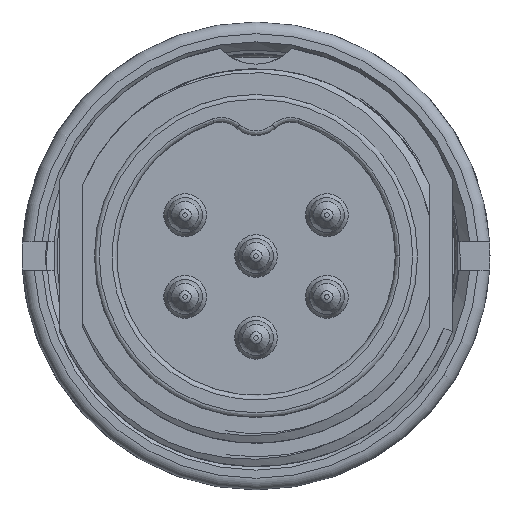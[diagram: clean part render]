
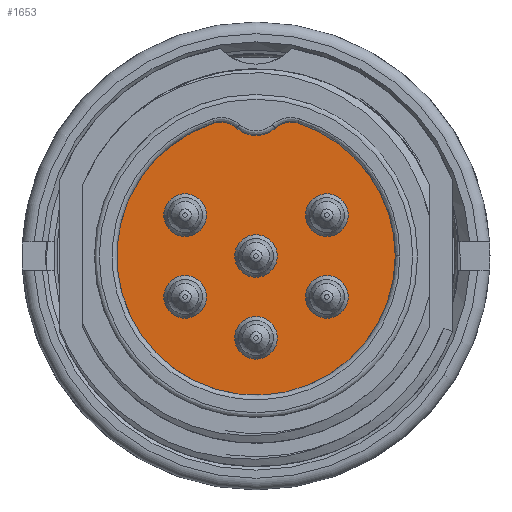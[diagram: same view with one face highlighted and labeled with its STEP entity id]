
A CAD part, front view. The second image highlights one B-rep face of the part: STEP entity #1653.
In plain terms, the highlighted planar face has unit normal (0, -1, 0).
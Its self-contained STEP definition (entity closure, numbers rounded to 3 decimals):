
#1653=ADVANCED_FACE('',(#2177,#2178,#2179,#2180,#2181,#2182,#2183),#1925,
 .F.);
#1925=PLANE('',#7340);
#2177=FACE_BOUND('',#2516,.T.);
#2178=FACE_BOUND('',#2517,.T.);
#2179=FACE_BOUND('',#2518,.T.);
#2180=FACE_BOUND('',#2519,.T.);
#2181=FACE_BOUND('',#2520,.T.);
#2182=FACE_BOUND('',#2521,.T.);
#2183=FACE_BOUND('',#2522,.T.);
#2516=EDGE_LOOP('',(#3606,#3607,#3608,#3609,#3610,#3611,#3612,#3613,#3614,
#3615,#3616));
#2517=EDGE_LOOP('',(#3617));
#2518=EDGE_LOOP('',(#3618));
#2519=EDGE_LOOP('',(#3619));
#2520=EDGE_LOOP('',(#3620));
#2521=EDGE_LOOP('',(#3621));
#2522=EDGE_LOOP('',(#3622));
#2854=CIRCLE('',#7315,0.91);
#2855=CIRCLE('',#7317,0.91);
#2856=CIRCLE('',#7319,0.91);
#2857=CIRCLE('',#7321,0.91);
#2858=CIRCLE('',#7323,0.91);
#2859=CIRCLE('',#7325,0.91);
#2860=CIRCLE('',#7328,6.55);
#2861=CIRCLE('',#7330,0.5);
#2862=CIRCLE('',#7332,0.5);
#2863=CIRCLE('',#7335,2.);
#2864=CIRCLE('',#7336,6.15);
#2865=CIRCLE('',#7337,6.15);
#2866=CIRCLE('',#7338,2.);
#2867=CIRCLE('',#7339,6.55);
#3606=ORIENTED_EDGE('',*,*,#5759,.T.);
#3607=ORIENTED_EDGE('',*,*,#5760,.T.);
#3608=ORIENTED_EDGE('',*,*,#5761,.T.);
#3609=ORIENTED_EDGE('',*,*,#5762,.T.);
#3610=ORIENTED_EDGE('',*,*,#5763,.T.);
#3611=ORIENTED_EDGE('',*,*,#5764,.F.);
#3612=ORIENTED_EDGE('',*,*,#5752,.F.);
#3613=ORIENTED_EDGE('',*,*,#5755,.F.);
#3614=ORIENTED_EDGE('',*,*,#5748,.F.);
#3615=ORIENTED_EDGE('',*,*,#5743,.F.);
#3616=ORIENTED_EDGE('',*,*,#5746,.T.);
#3617=ORIENTED_EDGE('',*,*,#5741,.F.);
#3618=ORIENTED_EDGE('',*,*,#5740,.F.);
#3619=ORIENTED_EDGE('',*,*,#5739,.F.);
#3620=ORIENTED_EDGE('',*,*,#5738,.F.);
#3621=ORIENTED_EDGE('',*,*,#5737,.F.);
#3622=ORIENTED_EDGE('',*,*,#5736,.F.);
#5019=VERTEX_POINT('',#10966);
#5020=VERTEX_POINT('',#10969);
#5021=VERTEX_POINT('',#10972);
#5022=VERTEX_POINT('',#10975);
#5023=VERTEX_POINT('',#10978);
#5024=VERTEX_POINT('',#10981);
#5025=VERTEX_POINT('',#10984);
#5027=VERTEX_POINT('',#10987);
#5029=VERTEX_POINT('',#10996);
#5030=VERTEX_POINT('',#11007);
#5032=VERTEX_POINT('',#11018);
#5034=VERTEX_POINT('',#11021);
#5038=VERTEX_POINT('',#11062);
#5039=VERTEX_POINT('',#11064);
#5040=VERTEX_POINT('',#11066);
#5041=VERTEX_POINT('',#11068);
#5042=VERTEX_POINT('',#11070);
#5736=EDGE_CURVE('',#5019,#5019,#2854,.T.);
#5737=EDGE_CURVE('',#5020,#5020,#2855,.T.);
#5738=EDGE_CURVE('',#5021,#5021,#2856,.T.);
#5739=EDGE_CURVE('',#5022,#5022,#2857,.T.);
#5740=EDGE_CURVE('',#5023,#5023,#2858,.T.);
#5741=EDGE_CURVE('',#5024,#5024,#2859,.T.);
#5743=EDGE_CURVE('',#5025,#5027,#6493,.T.);
#5746=EDGE_CURVE('',#5025,#5029,#2860,.T.);
#5748=EDGE_CURVE('',#5027,#5030,#2861,.T.);
#5752=EDGE_CURVE('',#5032,#5034,#2862,.T.);
#5755=EDGE_CURVE('',#5030,#5032,#6498,.T.);
#5759=EDGE_CURVE('',#5029,#5038,#2863,.T.);
#5760=EDGE_CURVE('',#5038,#5039,#2864,.T.);
#5761=EDGE_CURVE('',#5039,#5040,#2865,.T.);
#5762=EDGE_CURVE('',#5040,#5041,#2866,.T.);
#5763=EDGE_CURVE('',#5041,#5042,#2867,.T.);
#5764=EDGE_CURVE('',#5034,#5042,#6499,.T.);
#6493=LINE('',#10986,#6841);
#6498=LINE('',#11031,#6846);
#6499=LINE('',#11071,#6847);
#6841=VECTOR('',#8302,1.);
#6846=VECTOR('',#8321,1.);
#6847=VECTOR('',#8334,1.);
#7315=AXIS2_PLACEMENT_3D('',#10965,#8277,#8278);
#7317=AXIS2_PLACEMENT_3D('',#10968,#8281,#8282);
#7319=AXIS2_PLACEMENT_3D('',#10971,#8285,#8286);
#7321=AXIS2_PLACEMENT_3D('',#10974,#8289,#8290);
#7323=AXIS2_PLACEMENT_3D('',#10977,#8293,#8294);
#7325=AXIS2_PLACEMENT_3D('',#10980,#8297,#8298);
#7328=AXIS2_PLACEMENT_3D('',#10995,#8306,#8307);
#7330=AXIS2_PLACEMENT_3D('',#11006,#8310,#8311);
#7332=AXIS2_PLACEMENT_3D('',#11020,#8316,#8317);
#7335=AXIS2_PLACEMENT_3D('',#11061,#8324,#8325);
#7336=AXIS2_PLACEMENT_3D('',#11063,#8326,#8327);
#7337=AXIS2_PLACEMENT_3D('',#11065,#8328,#8329);
#7338=AXIS2_PLACEMENT_3D('',#11067,#8330,#8331);
#7339=AXIS2_PLACEMENT_3D('',#11069,#8332,#8333);
#7340=AXIS2_PLACEMENT_3D('',#11072,#8335,#8336);
#8277=DIRECTION('',(0.,-1.,0.));
#8278=DIRECTION('',(0.,0.,1.));
#8281=DIRECTION('',(0.,-1.,0.));
#8282=DIRECTION('',(0.,0.,1.));
#8285=DIRECTION('',(0.,-1.,0.));
#8286=DIRECTION('',(0.,0.,1.));
#8289=DIRECTION('',(0.,-1.,0.));
#8290=DIRECTION('',(0.,0.,1.));
#8293=DIRECTION('',(0.,-1.,0.));
#8294=DIRECTION('',(0.,0.,1.));
#8297=DIRECTION('',(0.,-1.,0.));
#8298=DIRECTION('',(0.,0.,1.));
#8302=DIRECTION('',(0.,0.,-1.));
#8306=DIRECTION('',(0.,-1.,0.));
#8307=DIRECTION('',(0.,0.,1.));
#8310=DIRECTION('',(0.,-1.,0.));
#8311=DIRECTION('',(0.,0.,1.));
#8316=DIRECTION('',(0.,-1.,0.));
#8317=DIRECTION('',(0.,0.,1.));
#8321=DIRECTION('',(1.,0.,0.));
#8324=DIRECTION('',(0.,-1.,0.));
#8325=DIRECTION('',(-0.874,0.,0.486));
#8326=DIRECTION('',(0.,-1.,0.));
#8327=DIRECTION('',(-0.563,0.,0.827));
#8328=DIRECTION('',(0.,-1.,0.));
#8329=DIRECTION('',(1.,0.,0.));
#8330=DIRECTION('',(0.,-1.,0.));
#8331=DIRECTION('',(0.983,0.,0.182));
#8332=DIRECTION('',(0.,-1.,0.));
#8333=DIRECTION('',(0.,0.,1.));
#8334=DIRECTION('',(0.,0.,1.));
#8335=DIRECTION('',(0.,1.,0.));
#8336=DIRECTION('',(1.,0.,0.));
#10965=CARTESIAN_POINT('',(2.73,-17.136,-1.75));
#10966=CARTESIAN_POINT('',(2.73,-17.136,-0.84));
#10968=CARTESIAN_POINT('',(-0.301,-17.136,0.));
#10969=CARTESIAN_POINT('',(-0.301,-17.136,0.91));
#10971=CARTESIAN_POINT('',(2.73,-17.136,1.75));
#10972=CARTESIAN_POINT('',(2.73,-17.136,2.66));
#10974=CARTESIAN_POINT('',(-3.332,-17.136,1.75));
#10975=CARTESIAN_POINT('',(-3.332,-17.136,2.66));
#10977=CARTESIAN_POINT('',(-3.332,-17.136,-1.75));
#10978=CARTESIAN_POINT('',(-3.332,-17.136,-0.84));
#10980=CARTESIAN_POINT('',(-0.301,-17.136,-3.5));
#10981=CARTESIAN_POINT('',(-0.301,-17.136,-2.59));
#10984=CARTESIAN_POINT('',(-1.526,-17.136,6.434));
#10986=CARTESIAN_POINT('',(-1.526,-17.136,6.459));
#10987=CARTESIAN_POINT('',(-1.526,-17.136,6.25));
#10995=CARTESIAN_POINT('',(-0.301,-17.136,0.));
#10996=CARTESIAN_POINT('',(-3.544,-17.136,5.691));
#11006=CARTESIAN_POINT('',(-1.026,-17.136,6.25));
#11007=CARTESIAN_POINT('',(-1.026,-17.136,5.75));
#11018=CARTESIAN_POINT('',(0.424,-17.136,5.75));
#11020=CARTESIAN_POINT('',(0.424,-17.136,6.25));
#11021=CARTESIAN_POINT('',(0.924,-17.136,6.25));
#11031=CARTESIAN_POINT('',(-1.026,-17.136,5.75));
#11061=CARTESIAN_POINT('',(-1.797,-17.136,4.719));
#11062=CARTESIAN_POINT('',(-3.763,-17.136,5.083));
#11063=CARTESIAN_POINT('',(-0.301,-17.136,0.));
#11064=CARTESIAN_POINT('',(5.849,-17.136,0.));
#11065=CARTESIAN_POINT('',(-0.301,-17.136,0.));
#11066=CARTESIAN_POINT('',(3.161,-17.136,5.083));
#11067=CARTESIAN_POINT('',(1.194,-17.136,4.719));
#11068=CARTESIAN_POINT('',(2.942,-17.136,5.691));
#11069=CARTESIAN_POINT('',(-0.301,-17.136,0.));
#11070=CARTESIAN_POINT('',(0.924,-17.136,6.434));
#11071=CARTESIAN_POINT('',(0.924,-17.136,6.25));
#11072=CARTESIAN_POINT('',(-0.301,-17.136,0.));
